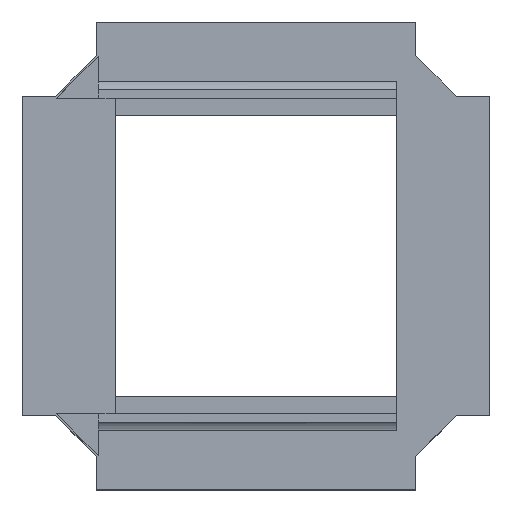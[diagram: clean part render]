
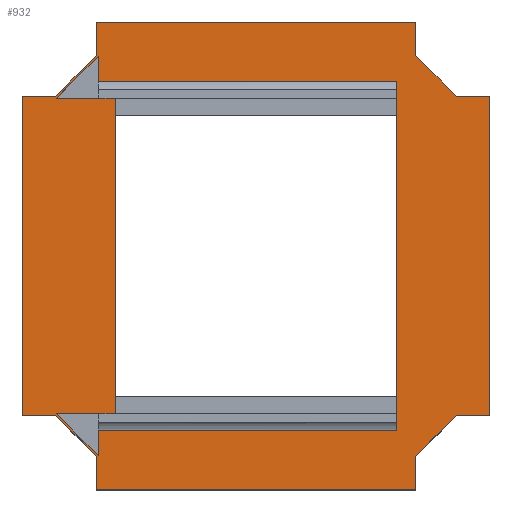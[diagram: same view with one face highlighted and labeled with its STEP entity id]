
A CAD part, top view. The second image highlights one B-rep face of the part: STEP entity #932.
In plain terms, the highlighted face is planar.
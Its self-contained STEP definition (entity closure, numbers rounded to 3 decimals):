
#32=FACE_BOUND('',#366,.T.);
#49=LINE('',#1293,#163);
#53=LINE('',#1301,#167);
#56=LINE('',#1307,#170);
#59=LINE('',#1317,#173);
#63=LINE('',#1325,#177);
#66=LINE('',#1331,#180);
#71=LINE('',#1342,#185);
#73=LINE('',#1347,#187);
#77=LINE('',#1355,#191);
#80=LINE('',#1361,#194);
#85=LINE('',#1372,#199);
#87=LINE('',#1377,#201);
#91=LINE('',#1385,#205);
#94=LINE('',#1391,#208);
#101=LINE('',#1408,#215);
#106=LINE('',#1418,#220);
#120=LINE('',#1442,#234);
#123=LINE('',#1452,#237);
#124=LINE('',#1454,#238);
#127=LINE('',#1458,#241);
#147=LINE('',#1517,#261);
#156=LINE('',#1535,#270);
#157=LINE('',#1536,#271);
#158=LINE('',#1538,#272);
#159=LINE('',#1539,#273);
#160=LINE('',#1540,#274);
#163=VECTOR('',#1049,10.);
#167=VECTOR('',#1055,10.);
#170=VECTOR('',#1060,10.);
#173=VECTOR('',#1069,10.);
#177=VECTOR('',#1075,10.);
#180=VECTOR('',#1080,10.);
#185=VECTOR('',#1087,10.);
#187=VECTOR('',#1091,10.);
#191=VECTOR('',#1097,10.);
#194=VECTOR('',#1102,10.);
#199=VECTOR('',#1109,10.);
#201=VECTOR('',#1113,10.);
#205=VECTOR('',#1119,10.);
#208=VECTOR('',#1124,10.);
#215=VECTOR('',#1137,10.);
#220=VECTOR('',#1144,10.);
#234=VECTOR('',#1164,10.);
#237=VECTOR('',#1173,10.);
#238=VECTOR('',#1176,10.);
#241=VECTOR('',#1181,10.);
#261=VECTOR('',#1241,10.);
#270=VECTOR('',#1262,10.);
#271=VECTOR('',#1263,10.);
#272=VECTOR('',#1264,10.);
#273=VECTOR('',#1265,10.);
#274=VECTOR('',#1266,10.);
#316=FACE_OUTER_BOUND('',#365,.T.);
#365=EDGE_LOOP('',(#785,#786,#787,#788,#789,#790,#791,#792,#793,#794,#795,
#796,#797,#798,#799,#800));
#366=EDGE_LOOP('',(#801,#802,#803,#804,#805,#806,#807,#808,#809,#810));
#378=VERTEX_POINT('',#1291);
#379=VERTEX_POINT('',#1292);
#382=VERTEX_POINT('',#1300);
#384=VERTEX_POINT('',#1306);
#387=VERTEX_POINT('',#1315);
#388=VERTEX_POINT('',#1316);
#391=VERTEX_POINT('',#1324);
#393=VERTEX_POINT('',#1330);
#397=VERTEX_POINT('',#1339);
#398=VERTEX_POINT('',#1341);
#399=VERTEX_POINT('',#1345);
#400=VERTEX_POINT('',#1346);
#403=VERTEX_POINT('',#1354);
#405=VERTEX_POINT('',#1360);
#409=VERTEX_POINT('',#1369);
#410=VERTEX_POINT('',#1371);
#411=VERTEX_POINT('',#1375);
#412=VERTEX_POINT('',#1376);
#415=VERTEX_POINT('',#1384);
#417=VERTEX_POINT('',#1390);
#424=VERTEX_POINT('',#1406);
#428=VERTEX_POINT('',#1416);
#435=VERTEX_POINT('',#1440);
#457=VERTEX_POINT('',#1514);
#458=VERTEX_POINT('',#1516);
#462=VERTEX_POINT('',#1537);
#464=EDGE_CURVE('',#378,#379,#49,.T.);
#468=EDGE_CURVE('',#382,#378,#53,.T.);
#471=EDGE_CURVE('',#384,#382,#56,.T.);
#475=EDGE_CURVE('',#387,#388,#59,.T.);
#479=EDGE_CURVE('',#388,#391,#63,.T.);
#482=EDGE_CURVE('',#391,#393,#66,.T.);
#487=EDGE_CURVE('',#398,#397,#71,.T.);
#489=EDGE_CURVE('',#399,#400,#73,.T.);
#493=EDGE_CURVE('',#403,#399,#77,.T.);
#496=EDGE_CURVE('',#405,#403,#80,.T.);
#501=EDGE_CURVE('',#410,#409,#85,.T.);
#503=EDGE_CURVE('',#411,#412,#87,.T.);
#507=EDGE_CURVE('',#412,#415,#91,.T.);
#510=EDGE_CURVE('',#417,#411,#94,.T.);
#519=EDGE_CURVE('',#397,#424,#101,.T.);
#524=EDGE_CURVE('',#409,#428,#106,.T.);
#538=EDGE_CURVE('',#428,#435,#120,.T.);
#543=EDGE_CURVE('',#379,#405,#123,.T.);
#544=EDGE_CURVE('',#435,#398,#124,.T.);
#547=EDGE_CURVE('',#400,#417,#127,.T.);
#576=EDGE_CURVE('',#458,#457,#147,.T.);
#586=EDGE_CURVE('',#415,#387,#156,.T.);
#587=EDGE_CURVE('',#393,#384,#157,.T.);
#588=EDGE_CURVE('',#424,#462,#158,.T.);
#589=EDGE_CURVE('',#462,#458,#159,.T.);
#590=EDGE_CURVE('',#457,#410,#160,.T.);
#785=ORIENTED_EDGE('',*,*,#547,.T.);
#786=ORIENTED_EDGE('',*,*,#510,.T.);
#787=ORIENTED_EDGE('',*,*,#503,.T.);
#788=ORIENTED_EDGE('',*,*,#507,.T.);
#789=ORIENTED_EDGE('',*,*,#586,.T.);
#790=ORIENTED_EDGE('',*,*,#475,.T.);
#791=ORIENTED_EDGE('',*,*,#479,.T.);
#792=ORIENTED_EDGE('',*,*,#482,.T.);
#793=ORIENTED_EDGE('',*,*,#587,.T.);
#794=ORIENTED_EDGE('',*,*,#471,.T.);
#795=ORIENTED_EDGE('',*,*,#468,.T.);
#796=ORIENTED_EDGE('',*,*,#464,.T.);
#797=ORIENTED_EDGE('',*,*,#543,.T.);
#798=ORIENTED_EDGE('',*,*,#496,.T.);
#799=ORIENTED_EDGE('',*,*,#493,.T.);
#800=ORIENTED_EDGE('',*,*,#489,.T.);
#801=ORIENTED_EDGE('',*,*,#487,.T.);
#802=ORIENTED_EDGE('',*,*,#519,.T.);
#803=ORIENTED_EDGE('',*,*,#588,.T.);
#804=ORIENTED_EDGE('',*,*,#589,.T.);
#805=ORIENTED_EDGE('',*,*,#576,.T.);
#806=ORIENTED_EDGE('',*,*,#590,.T.);
#807=ORIENTED_EDGE('',*,*,#501,.T.);
#808=ORIENTED_EDGE('',*,*,#524,.T.);
#809=ORIENTED_EDGE('',*,*,#538,.T.);
#810=ORIENTED_EDGE('',*,*,#544,.T.);
#886=PLANE('',#1030);
#932=ADVANCED_FACE('',(#316,#32),#886,.F.);
#1030=AXIS2_PLACEMENT_3D('',#1534,#1260,#1261);
#1049=DIRECTION('',(-1.,0.,0.));
#1055=DIRECTION('',(-0.707,0.707,0.));
#1060=DIRECTION('',(0.,1.,0.));
#1069=DIRECTION('',(-1.,0.,0.));
#1075=DIRECTION('',(-0.707,-0.707,0.));
#1080=DIRECTION('',(0.,-1.,0.));
#1087=DIRECTION('',(-0.707,-0.707,0.));
#1091=DIRECTION('',(0.,1.,0.));
#1097=DIRECTION('',(0.707,0.707,0.));
#1102=DIRECTION('',(1.,0.,0.));
#1109=DIRECTION('',(-0.707,0.707,0.));
#1113=DIRECTION('',(0.707,-0.707,0.));
#1119=DIRECTION('',(1.,0.,0.));
#1124=DIRECTION('',(0.,-1.,0.));
#1137=DIRECTION('',(1.,0.,0.));
#1144=DIRECTION('',(0.,-1.,0.));
#1164=DIRECTION('',(-1.,0.,0.));
#1173=DIRECTION('',(0.,1.,0.));
#1176=DIRECTION('',(0.,1.,0.));
#1181=DIRECTION('',(1.,0.,0.));
#1241=DIRECTION('',(0.,1.,0.));
#1260=DIRECTION('center_axis',(0.,0.,1.));
#1261=DIRECTION('ref_axis',(1.,0.,0.));
#1262=DIRECTION('',(0.,-1.,0.));
#1263=DIRECTION('',(-1.,0.,0.));
#1264=DIRECTION('',(0.,-1.,0.));
#1265=DIRECTION('',(1.,0.,0.));
#1266=DIRECTION('',(1.,0.,0.));
#1291=CARTESIAN_POINT('',(-21.323,-17.,0.));
#1292=CARTESIAN_POINT('',(-24.901,-17.,0.));
#1293=CARTESIAN_POINT('',(-10.662,-17.,0.));
#1300=CARTESIAN_POINT('',(-17.,-21.323,0.));
#1301=CARTESIAN_POINT('',(-18.081,-20.243,0.));
#1306=CARTESIAN_POINT('',(-17.,-24.901,0.));
#1307=CARTESIAN_POINT('',(-17.,-12.45,0.));
#1315=CARTESIAN_POINT('',(24.901,-17.,0.));
#1316=CARTESIAN_POINT('',(21.323,-17.,0.));
#1317=CARTESIAN_POINT('',(12.45,-17.,0.));
#1324=CARTESIAN_POINT('',(17.,-21.323,0.));
#1325=CARTESIAN_POINT('',(20.243,-18.081,0.));
#1330=CARTESIAN_POINT('',(17.,-24.901,0.));
#1331=CARTESIAN_POINT('',(17.,-10.662,0.));
#1339=CARTESIAN_POINT('',(-21.241,16.8,0.));
#1341=CARTESIAN_POINT('',(-16.8,21.241,0.));
#1342=CARTESIAN_POINT('',(-17.91,20.13,0.));
#1345=CARTESIAN_POINT('',(-17.,21.323,0.));
#1346=CARTESIAN_POINT('',(-17.,24.901,0.));
#1347=CARTESIAN_POINT('',(-17.,10.662,0.));
#1354=CARTESIAN_POINT('',(-21.323,17.,0.));
#1355=CARTESIAN_POINT('',(-20.243,18.081,0.));
#1360=CARTESIAN_POINT('',(-24.901,17.,0.));
#1361=CARTESIAN_POINT('',(-12.45,17.,0.));
#1369=CARTESIAN_POINT('',(16.8,21.241,0.));
#1371=CARTESIAN_POINT('',(21.241,16.8,0.));
#1372=CARTESIAN_POINT('',(20.13,17.91,0.));
#1375=CARTESIAN_POINT('',(17.,21.323,0.));
#1376=CARTESIAN_POINT('',(21.323,17.,0.));
#1377=CARTESIAN_POINT('',(18.081,20.243,0.));
#1384=CARTESIAN_POINT('',(24.901,17.,0.));
#1385=CARTESIAN_POINT('',(10.662,17.,0.));
#1390=CARTESIAN_POINT('',(17.,24.901,0.));
#1391=CARTESIAN_POINT('',(17.,12.45,0.));
#1406=CARTESIAN_POINT('',(-18.578,16.8,0.));
#1408=CARTESIAN_POINT('',(-24.901,16.8,0.));
#1416=CARTESIAN_POINT('',(16.8,15.,0.));
#1418=CARTESIAN_POINT('',(16.8,24.901,0.));
#1440=CARTESIAN_POINT('',(-16.8,15.,0.));
#1442=CARTESIAN_POINT('',(8.4,15.,0.));
#1452=CARTESIAN_POINT('',(-24.901,-16.8,0.));
#1454=CARTESIAN_POINT('',(-16.8,12.45,0.));
#1458=CARTESIAN_POINT('',(8.4,24.901,0.));
#1514=CARTESIAN_POINT('',(18.578,16.8,0.));
#1516=CARTESIAN_POINT('',(18.578,-15.,0.));
#1517=CARTESIAN_POINT('',(18.578,12.45,0.));
#1534=CARTESIAN_POINT('Origin',(0.,0.,
0.));
#1535=CARTESIAN_POINT('',(24.901,16.8,0.));
#1536=CARTESIAN_POINT('',(16.8,-24.901,0.));
#1537=CARTESIAN_POINT('',(-18.578,-15.,0.));
#1538=CARTESIAN_POINT('',(-18.578,12.45,0.));
#1539=CARTESIAN_POINT('',(9.362,-15.,0.));
#1540=CARTESIAN_POINT('',(10.62,16.8,0.));
